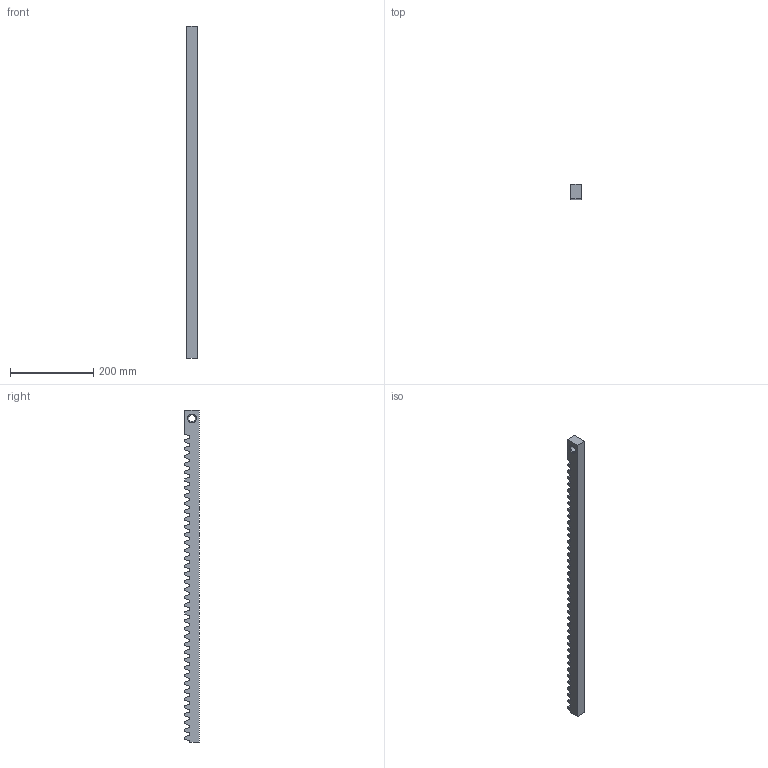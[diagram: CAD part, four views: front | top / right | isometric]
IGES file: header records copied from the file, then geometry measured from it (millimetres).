
Global section: file name: 51355_1297_06; native system: Autodesk Inventor 2022; preprocessor: unknown; author: Nesvadba; date: 20240219.123856; units: millimetre
Bounding box: 25 x 35 x 800 mm (x, y, z)
Volume: 580624.2 mm3; surface area: 105165.5 mm2
Topology: 1 solids, 1 shells, 167 faces, 497 edges, 332 vertices
Faces by surface type: bspline 167
